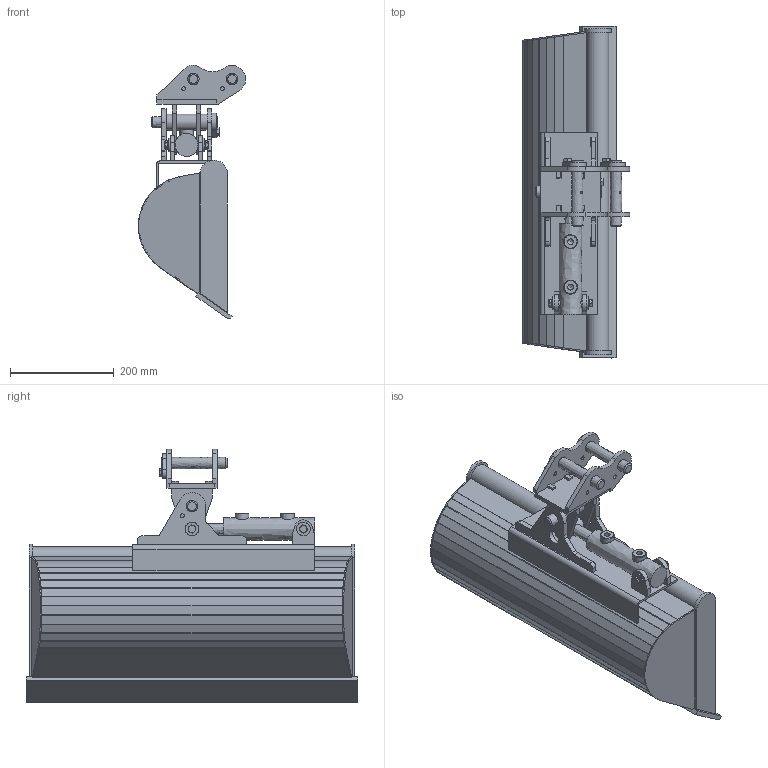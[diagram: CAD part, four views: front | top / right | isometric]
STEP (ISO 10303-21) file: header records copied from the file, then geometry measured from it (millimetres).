
FILE_DESCRIPTION(('FreeCAD Model'),'2;1');
FILE_NAME('Open CASCADE Shape Model','2025-05-09T10:42:14',('FreeCAD'),( 'FreeCAD'),'Open CASCADE STEP processor 7.6','FreeCAD','Unknown');
FILE_SCHEMA(('AUTOMOTIVE_DESIGN { 1 0 10303 214 1 1 1 1 }'));
Length unit declared in the file: millimetre
Products named in the file (1): Open CASCADE STEP translator 7.6 1
Bounding box: 207.22 x 641.32 x 489.18 mm (x, y, z)
Volume: 2785120.4 mm3; surface area: 1266696.2 mm2
Topology: 49 solids, 50 shells, 762 faces, 1712 edges, 1074 vertices
Faces by surface type: bspline 762
Entity records: 24249 total; most frequent: CARTESIAN_POINT 13855, ORIENTED_EDGE 3396, EDGE_CURVE 1700, B_SPLINE_CURVE_WITH_KNOTS 1121, VERTEX_POINT 1074, FACE_BOUND 913, EDGE_LOOP 913, ADVANCED_FACE 762
